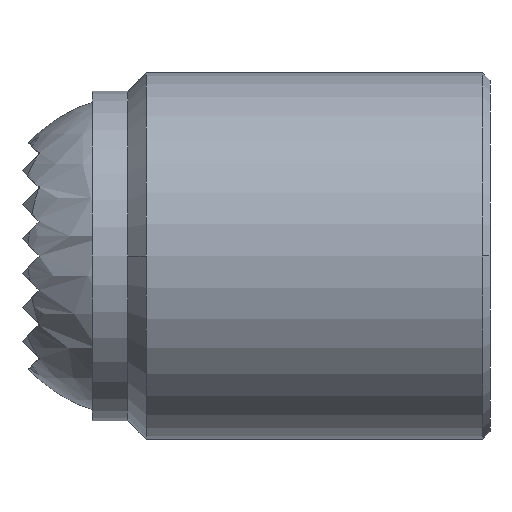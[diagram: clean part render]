
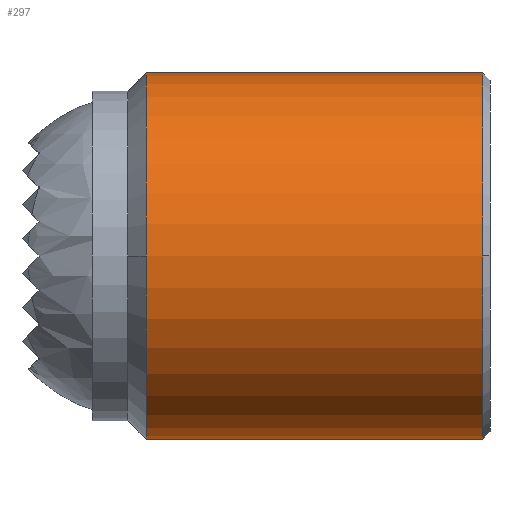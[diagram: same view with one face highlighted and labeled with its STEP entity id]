
A CAD part, front view. The second image highlights one B-rep face of the part: STEP entity #297.
In plain terms, the highlighted cylindrical face has radius 9 mm (diameter 18 mm), a partial arc.
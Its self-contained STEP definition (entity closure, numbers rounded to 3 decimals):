
#297=ADVANCED_FACE('',(#799),#800,.T.);
#799=FACE_OUTER_BOUND('',#1510,.T.);
#800=CYLINDRICAL_SURFACE('',#1511,9.0);
#1510=EDGE_LOOP('',(#2293,#2294,#2295,#2296,#2297,#2298));
#1511=AXIS2_PLACEMENT_3D('',#2299,#2300,#2301);
#2293=ORIENTED_EDGE('',*,*,#3932,.T.);
#2294=ORIENTED_EDGE('',*,*,#3941,.T.);
#2295=ORIENTED_EDGE('',*,*,#3976,.T.);
#2296=ORIENTED_EDGE('',*,*,#3934,.T.);
#2297=ORIENTED_EDGE('',*,*,#3979,.F.);
#2298=ORIENTED_EDGE('',*,*,#3928,.F.);
#2299=CARTESIAN_POINT('',(11.1,0.0,0.0));
#2300=DIRECTION('',(1.0,0.0,0.0));
#2301=DIRECTION('',(0.0,0.0,-1.0));
#3928=EDGE_CURVE('',#4581,#4583,#4584,.T.);
#3932=EDGE_CURVE('',#4581,#4589,#4590,.T.);
#3934=EDGE_CURVE('',#4593,#4591,#4594,.T.);
#3941=EDGE_CURVE('',#4589,#4603,#4605,.T.);
#3976=EDGE_CURVE('',#4603,#4593,#4653,.T.);
#3979=EDGE_CURVE('',#4583,#4591,#4656,.T.);
#4581=VERTEX_POINT('',#5422);
#4583=VERTEX_POINT('',#5424);
#4584=CIRCLE('',#5425,9.0);
#4589=VERTEX_POINT('',#5431);
#4590=LINE('',#5432,#5433);
#4591=VERTEX_POINT('',#5434);
#4593=VERTEX_POINT('',#5436);
#4594=LINE('',#5437,#5438);
#4603=VERTEX_POINT('',#5448);
#4605=CIRCLE('',#5451,9.0);
#4653=CIRCLE('',#5509,9.0);
#4656=CIRCLE('',#5512,9.0);
#5422=CARTESIAN_POINT('',(2.65,0.,-9.0));
#5424=CARTESIAN_POINT('',(2.65,-9.0,0.));
#5425=AXIS2_PLACEMENT_3D('',#6560,#6561,#6562);
#5431=CARTESIAN_POINT('',(19.19,0.,-9.0));
#5432=CARTESIAN_POINT('',(11.1,0.,-9.0));
#5433=VECTOR('',#6567,1.0);
#5434=CARTESIAN_POINT('',(2.65,0.,9.0));
#5436=CARTESIAN_POINT('',(19.19,0.,9.0));
#5437=CARTESIAN_POINT('',(11.1,0.,9.0));
#5438=VECTOR('',#6571,1.0);
#5448=CARTESIAN_POINT('',(19.19,-9.0,0.));
#5451=AXIS2_PLACEMENT_3D('',#6583,#6584,#6585);
#5509=AXIS2_PLACEMENT_3D('',#6632,#6633,#6634);
#5512=AXIS2_PLACEMENT_3D('',#6638,#6639,#6640);
#6560=CARTESIAN_POINT('',(2.65,0.0,0.0));
#6561=DIRECTION('',(-1.0,0.0,0.));
#6562=DIRECTION('',(0.0,1.0,0.0));
#6567=DIRECTION('',(1.0,0.0,0.0));
#6571=DIRECTION('',(-1.0,-0.0,-0.0));
#6583=CARTESIAN_POINT('',(19.19,0.0,0.0));
#6584=DIRECTION('',(-1.0,0.0,0.0));
#6585=DIRECTION('',(0.0,0.0,-1.0));
#6632=CARTESIAN_POINT('',(19.19,0.0,0.0));
#6633=DIRECTION('',(-1.0,0.0,0.0));
#6634=DIRECTION('',(0.0,0.0,-1.0));
#6638=CARTESIAN_POINT('',(2.65,0.0,0.0));
#6639=DIRECTION('',(-1.0,0.0,0.));
#6640=DIRECTION('',(0.0,1.0,0.0));
